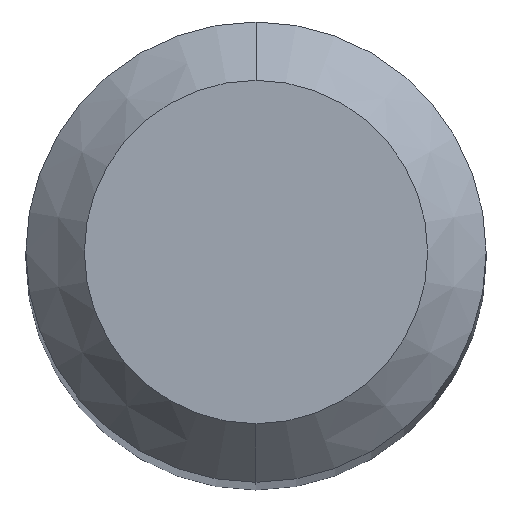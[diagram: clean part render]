
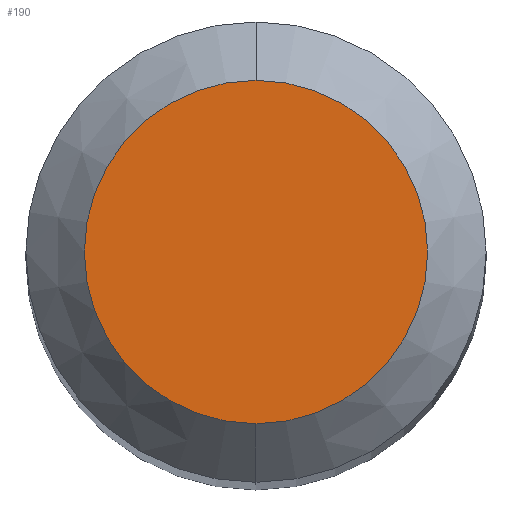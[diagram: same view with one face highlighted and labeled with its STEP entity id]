
A CAD part, top view. The second image highlights one B-rep face of the part: STEP entity #190.
In plain terms, the highlighted planar face has unit normal (0, 0, 1).
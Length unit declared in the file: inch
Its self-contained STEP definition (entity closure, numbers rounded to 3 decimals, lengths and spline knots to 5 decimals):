
#14 = PLANE ( 'NONE',  #111 ) ;
#18 = DIRECTION ( 'NONE',  ( 0., -1., 0. ) ) ;
#35 = DIRECTION ( 'NONE',  ( 0., 0., 1. ) ) ;
#50 = CARTESIAN_POINT ( 'NONE',  ( 0., 0., 0. ) ) ;
#64 = DIRECTION ( 'NONE',  ( 0., -1., 0. ) ) ;
#75 = EDGE_CURVE ( 'NONE', #258, #401, #202, .T. ) ;
#85 = AXIS2_PLACEMENT_3D ( 'NONE', #105, #35, #64 ) ;
#91 = CIRCLE ( 'NONE', #443, 0.04405 ) ;
#105 = CARTESIAN_POINT ( 'NONE',  ( 0., 0., 0. ) ) ;
#111 = AXIS2_PLACEMENT_3D ( 'NONE', #407, #413, #373 ) ;
#112 = ORIENTED_EDGE ( 'NONE', *, *, #408, .T. ) ;
#190 = ADVANCED_FACE ( 'NONE', ( #486 ), #14, .F. ) ;
#202 = CIRCLE ( 'NONE', #85, 0.04405 ) ;
#258 = VERTEX_POINT ( 'NONE', #448 ) ;
#267 = CARTESIAN_POINT ( 'NONE',  ( 0., -0.04405, 0. ) ) ;
#305 = DIRECTION ( 'NONE',  ( 0., 0., 1. ) ) ;
#373 = DIRECTION ( 'NONE',  ( 0., 1., 0. ) ) ;
#401 = VERTEX_POINT ( 'NONE', #267 ) ;
#407 = CARTESIAN_POINT ( 'NONE',  ( 0., 0.04405, 0. ) ) ;
#408 = EDGE_CURVE ( 'NONE', #401, #258, #91, .T. ) ;
#413 = DIRECTION ( 'NONE',  ( 0., 0., -1. ) ) ;
#414 = ORIENTED_EDGE ( 'NONE', *, *, #75, .T. ) ;
#443 = AXIS2_PLACEMENT_3D ( 'NONE', #50, #305, #18 ) ;
#448 = CARTESIAN_POINT ( 'NONE',  ( 0., 0.04405, 0. ) ) ;
#486 = FACE_OUTER_BOUND ( 'NONE', #493, .T. ) ;
#493 = EDGE_LOOP ( 'NONE', ( #414, #112 ) ) ;
